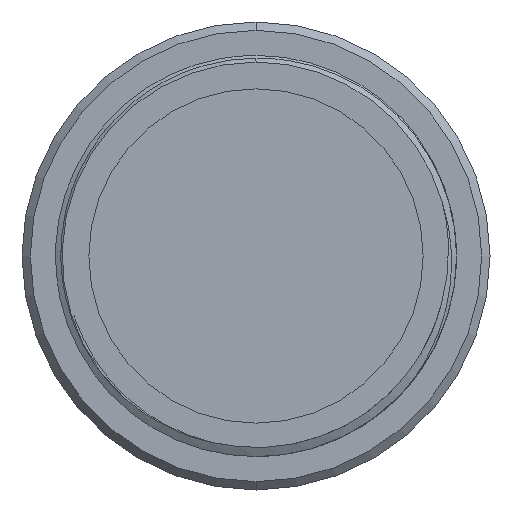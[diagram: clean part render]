
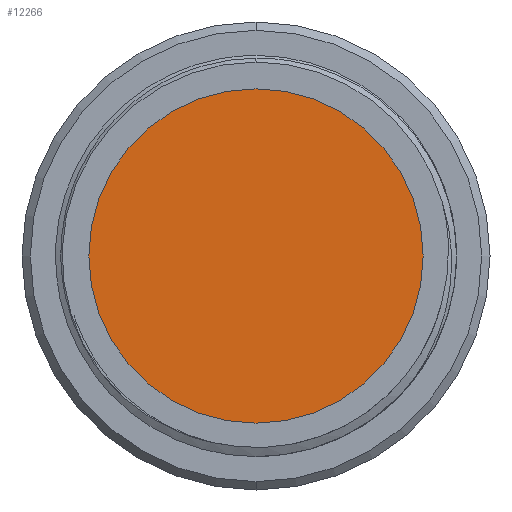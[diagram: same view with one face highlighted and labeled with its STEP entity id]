
A CAD part, left-side view. The second image highlights one B-rep face of the part: STEP entity #12266.
In plain terms, the highlighted face is planar.
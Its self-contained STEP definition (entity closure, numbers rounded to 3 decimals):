
#269 = VERTEX_POINT('',#270);
#270 = CARTESIAN_POINT('',(0.,5.,-5.));
#279 = CYLINDRICAL_SURFACE('',#280,5.);
#280 = AXIS2_PLACEMENT_3D('',#281,#282,#283);
#281 = CARTESIAN_POINT('',(0.,5.,0.));
#282 = DIRECTION('',(-0.,-1.,-0.));
#283 = DIRECTION('',(0.,0.,-1.));
#291 = CYLINDRICAL_SURFACE('',#292,5.);
#292 = AXIS2_PLACEMENT_3D('',#293,#294,#295);
#293 = CARTESIAN_POINT('',(0.,5.,0.));
#294 = DIRECTION('',(-0.,-1.,-0.));
#295 = DIRECTION('',(0.,0.,-1.));
#333 = VERTEX_POINT('',#334);
#334 = CARTESIAN_POINT('',(0.,5.,5.));
#355 = EDGE_CURVE('',#333,#269,#356,.T.);
#356 = SURFACE_CURVE('',#357,(#362,#369),.PCURVE_S1.);
#357 = CIRCLE('',#358,5.);
#358 = AXIS2_PLACEMENT_3D('',#359,#360,#361);
#359 = CARTESIAN_POINT('',(0.,5.,0.));
#360 = DIRECTION('',(0.,-1.,0.));
#361 = DIRECTION('',(0.,0.,-1.));
#362 = PCURVE('',#279,#363);
#363 = DEFINITIONAL_REPRESENTATION('',(#364),#368);
#364 = LINE('',#365,#366);
#365 = CARTESIAN_POINT('',(0.,0.));
#366 = VECTOR('',#367,1.);
#367 = DIRECTION('',(1.,0.));
#368 = ( GEOMETRIC_REPRESENTATION_CONTEXT(2) 
PARAMETRIC_REPRESENTATION_CONTEXT() REPRESENTATION_CONTEXT('2D SPACE',''
  ) );
#369 = PCURVE('',#370,#375);
#370 = PLANE('',#371);
#371 = AXIS2_PLACEMENT_3D('',#372,#373,#374);
#372 = CARTESIAN_POINT('',(0.,5.,0.));
#373 = DIRECTION('',(0.,-1.,0.));
#374 = DIRECTION('',(0.,-0.,-1.));
#375 = DEFINITIONAL_REPRESENTATION('',(#376),#380);
#376 = CIRCLE('',#377,5.);
#377 = AXIS2_PLACEMENT_2D('',#378,#379);
#378 = CARTESIAN_POINT('',(0.,0.));
#379 = DIRECTION('',(1.,0.));
#380 = ( GEOMETRIC_REPRESENTATION_CONTEXT(2) 
PARAMETRIC_REPRESENTATION_CONTEXT() REPRESENTATION_CONTEXT('2D SPACE',''
  ) );
#12244 = EDGE_CURVE('',#269,#333,#12245,.T.);
#12245 = SURFACE_CURVE('',#12246,(#12251,#12258),.PCURVE_S1.);
#12246 = CIRCLE('',#12247,5.);
#12247 = AXIS2_PLACEMENT_3D('',#12248,#12249,#12250);
#12248 = CARTESIAN_POINT('',(0.,5.,0.));
#12249 = DIRECTION('',(0.,-1.,0.));
#12250 = DIRECTION('',(0.,0.,-1.));
#12251 = PCURVE('',#291,#12252);
#12252 = DEFINITIONAL_REPRESENTATION('',(#12253),#12257);
#12253 = LINE('',#12254,#12255);
#12254 = CARTESIAN_POINT('',(0.,0.));
#12255 = VECTOR('',#12256,1.);
#12256 = DIRECTION('',(1.,0.));
#12257 = ( GEOMETRIC_REPRESENTATION_CONTEXT(2) 
PARAMETRIC_REPRESENTATION_CONTEXT() REPRESENTATION_CONTEXT('2D SPACE',''
  ) );
#12258 = PCURVE('',#370,#12259);
#12259 = DEFINITIONAL_REPRESENTATION('',(#12260),#12264);
#12260 = CIRCLE('',#12261,5.);
#12261 = AXIS2_PLACEMENT_2D('',#12262,#12263);
#12262 = CARTESIAN_POINT('',(0.,0.));
#12263 = DIRECTION('',(1.,0.));
#12264 = ( GEOMETRIC_REPRESENTATION_CONTEXT(2) 
PARAMETRIC_REPRESENTATION_CONTEXT() REPRESENTATION_CONTEXT('2D SPACE',''
  ) );
#12266 = ADVANCED_FACE('',(#12267),#370,.T.);
#12267 = FACE_BOUND('',#12268,.T.);
#12268 = EDGE_LOOP('',(#12269,#12270));
#12269 = ORIENTED_EDGE('',*,*,#12244,.T.);
#12270 = ORIENTED_EDGE('',*,*,#355,.T.);
